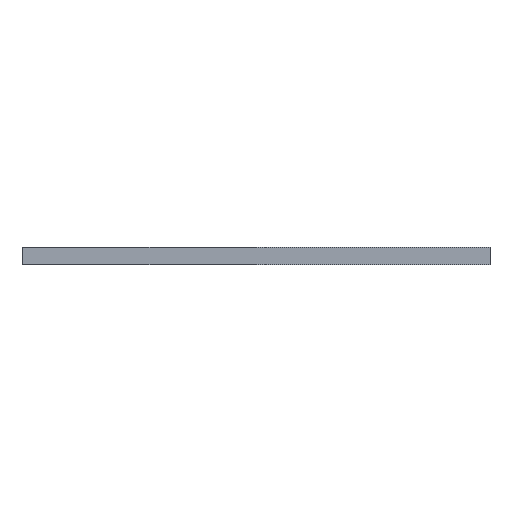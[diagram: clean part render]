
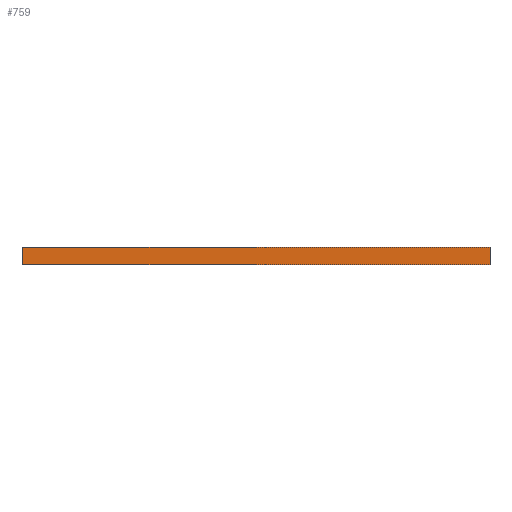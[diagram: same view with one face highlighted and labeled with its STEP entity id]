
A CAD part, left-side view. The second image highlights one B-rep face of the part: STEP entity #759.
In plain terms, the highlighted planar face has unit normal (-1, 0, 0).
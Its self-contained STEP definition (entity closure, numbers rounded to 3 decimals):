
#165 = DIRECTION ( 'NONE',  ( 0., 0., -1. ) ) ;
#206 = CARTESIAN_POINT ( 'NONE',  ( -22.4, -22.875, -0.85 ) ) ;
#387 = CARTESIAN_POINT ( 'NONE',  ( -22.4, -22.875, 0.85 ) ) ;
#490 = ORIENTED_EDGE ( 'NONE', *, *, #4101, .T. ) ;
#571 = DIRECTION ( 'NONE',  ( -1., 0., 0. ) ) ;
#580 = VERTEX_POINT ( 'NONE', #3315 ) ;
#654 = VECTOR ( 'NONE', #1873, 1000. ) ;
#663 = CARTESIAN_POINT ( 'NONE',  ( -22.4, -22.875, 0.85 ) ) ;
#759 = ADVANCED_FACE ( 'NONE', ( #2824 ), #2105, .T. ) ;
#1203 = LINE ( 'NONE', #3391, #654 ) ;
#1297 = LINE ( 'NONE', #663, #1377 ) ;
#1377 = VECTOR ( 'NONE', #165, 1000. ) ;
#1519 = EDGE_CURVE ( 'NONE', #3096, #580, #5749, .T. ) ;
#1720 = VERTEX_POINT ( 'NONE', #5093 ) ;
#1873 = DIRECTION ( 'NONE',  ( 0., 0., -1. ) ) ;
#2028 = ORIENTED_EDGE ( 'NONE', *, *, #5820, .F. ) ;
#2060 = DIRECTION ( 'NONE',  ( 0., 0., 1. ) ) ;
#2105 = PLANE ( 'NONE',  #5864 ) ;
#2140 = VERTEX_POINT ( 'NONE', #5158 ) ;
#2349 = ORIENTED_EDGE ( 'NONE', *, *, #1519, .T. ) ;
#2629 = DIRECTION ( 'NONE',  ( 0., 1., 0. ) ) ;
#2824 = FACE_OUTER_BOUND ( 'NONE', #3573, .T. ) ;
#3096 = VERTEX_POINT ( 'NONE', #6071 ) ;
#3315 = CARTESIAN_POINT ( 'NONE',  ( -22.4, 22.875, 0.85 ) ) ;
#3391 = CARTESIAN_POINT ( 'NONE',  ( -22.4, 22.875, 0.85 ) ) ;
#3573 = EDGE_LOOP ( 'NONE', ( #6276, #2028, #2349, #490 ) ) ;
#4101 = EDGE_CURVE ( 'NONE', #580, #2140, #1203, .T. ) ;
#4393 = EDGE_CURVE ( 'NONE', #1720, #2140, #6381, .T. ) ;
#4414 = DIRECTION ( 'NONE',  ( 0., 1., 0. ) ) ;
#4957 = VECTOR ( 'NONE', #2629, 1000. ) ;
#5075 = CARTESIAN_POINT ( 'NONE',  ( -22.4, -22.875, 0.85 ) ) ;
#5093 = CARTESIAN_POINT ( 'NONE',  ( -22.4, -22.875, -0.85 ) ) ;
#5114 = VECTOR ( 'NONE', #4414, 1000. ) ;
#5158 = CARTESIAN_POINT ( 'NONE',  ( -22.4, 22.875, -0.85 ) ) ;
#5749 = LINE ( 'NONE', #387, #5114 ) ;
#5820 = EDGE_CURVE ( 'NONE', #3096, #1720, #1297, .T. ) ;
#5864 = AXIS2_PLACEMENT_3D ( 'NONE', #5075, #571, #2060 ) ;
#6071 = CARTESIAN_POINT ( 'NONE',  ( -22.4, -22.875, 0.85 ) ) ;
#6276 = ORIENTED_EDGE ( 'NONE', *, *, #4393, .F. ) ;
#6381 = LINE ( 'NONE', #206, #4957 ) ;
